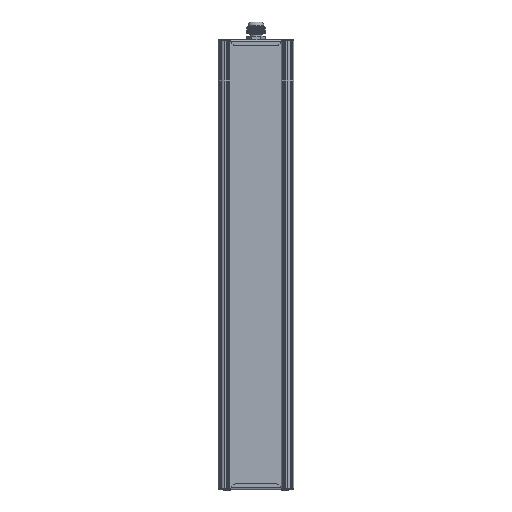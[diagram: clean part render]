
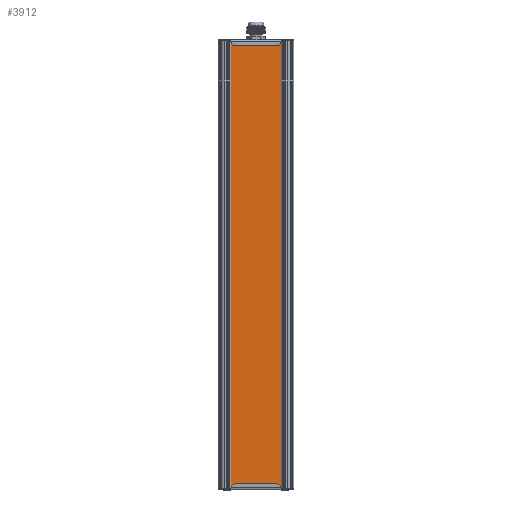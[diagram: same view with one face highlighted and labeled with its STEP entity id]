
A CAD part, front view. The second image highlights one B-rep face of the part: STEP entity #3912.
In plain terms, the highlighted face is planar.
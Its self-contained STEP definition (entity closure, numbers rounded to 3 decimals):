
#3912=ADVANCED_FACE('',(#14135),#14137,.T.);
#14135=FACE_BOUND('',#14136,.T.);
#14136=EDGE_LOOP('',(#29398,#29399,#29400,#29401));
#14137=PLANE('',#14138);
#14138=AXIS2_PLACEMENT_3D('',#14139,#14140,#14141);
#14139=CARTESIAN_POINT('',(120.465,593.492,117.308));
#14140=DIRECTION('',(0.,0.,-1.));
#14141=DIRECTION('',(0.,1.,0.));
#29398=ORIENTED_EDGE('',*,*,#37872,.T.);
#29399=ORIENTED_EDGE('',*,*,#37874,.F.);
#29400=ORIENTED_EDGE('',*,*,#37875,.F.);
#29401=ORIENTED_EDGE('',*,*,#37876,.T.);
#37872=EDGE_CURVE('',#44444,#44442,#44445,.T.);
#37874=EDGE_CURVE('',#44447,#44442,#44448,.T.);
#37875=EDGE_CURVE('',#44449,#44447,#44450,.T.);
#37876=EDGE_CURVE('',#44449,#44444,#44451,.T.);
#44442=VERTEX_POINT('',#64854);
#44444=VERTEX_POINT('',#64858);
#44445=LINE('',#64859,#64860);
#44447=VERTEX_POINT('',#64865);
#44448=LINE('',#64866,#64867);
#44449=VERTEX_POINT('',#64869);
#44450=LINE('',#64870,#64871);
#44451=LINE('',#64873,#64874);
#64854=CARTESIAN_POINT('',(599.465,679.838,117.308));
#64858=CARTESIAN_POINT('',(-62.535,679.838,117.308));
#64859=CARTESIAN_POINT('',(-62.535,679.838,117.308));
#64860=VECTOR('',#64861,1.);
#64861=DIRECTION('',(1.,0.,0.));
#64865=CARTESIAN_POINT('',(599.465,593.492,117.308));
#64866=CARTESIAN_POINT('',(599.465,593.492,117.308));
#64867=VECTOR('',#64868,1.);
#64868=DIRECTION('',(0.,1.,0.));
#64869=CARTESIAN_POINT('',(-62.535,593.492,117.308));
#64870=CARTESIAN_POINT('',(-62.535,593.492,117.308));
#64871=VECTOR('',#64872,1.);
#64872=DIRECTION('',(1.,0.,0.));
#64873=CARTESIAN_POINT('',(-62.535,593.492,117.308));
#64874=VECTOR('',#64875,1.);
#64875=DIRECTION('',(0.,1.,0.));
